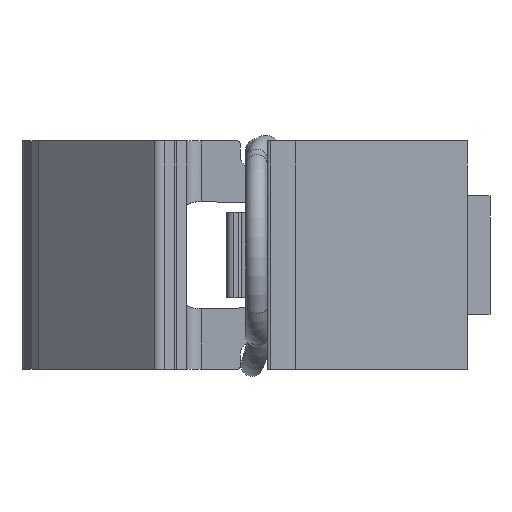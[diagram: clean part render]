
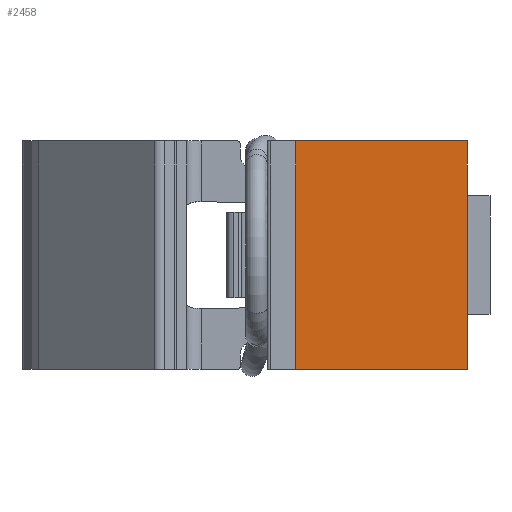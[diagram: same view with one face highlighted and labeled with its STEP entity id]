
A CAD part, left-side view. The second image highlights one B-rep face of the part: STEP entity #2458.
In plain terms, the highlighted planar face has unit normal (-0.999, 0.035, 0).
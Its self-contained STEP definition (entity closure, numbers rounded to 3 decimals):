
#166=LINE('',#3911,#401);
#198=LINE('',#4000,#433);
#200=LINE('',#4004,#435);
#201=LINE('',#4006,#436);
#401=VECTOR('',#3055,1000.);
#433=VECTOR('',#3125,1000.);
#435=VECTOR('',#3129,1000.);
#436=VECTOR('',#3130,1000.);
#576=PLANE('',#2673);
#877=ORIENTED_EDGE('',*,*,#1529,.T.);
#878=ORIENTED_EDGE('',*,*,#1577,.F.);
#879=ORIENTED_EDGE('',*,*,#1578,.F.);
#880=ORIENTED_EDGE('',*,*,#1575,.T.);
#1529=EDGE_CURVE('',#1881,#1880,#166,.T.);
#1575=EDGE_CURVE('',#1919,#1881,#198,.T.);
#1577=EDGE_CURVE('',#1920,#1880,#200,.T.);
#1578=EDGE_CURVE('',#1919,#1920,#201,.T.);
#1880=VERTEX_POINT('',#3910);
#1881=VERTEX_POINT('',#3912);
#1919=VERTEX_POINT('',#4001);
#1920=VERTEX_POINT('',#4005);
#2128=EDGE_LOOP('',(#877,#878,#879,#880));
#2290=FACE_BOUND('',#2128,.T.);
#2458=ADVANCED_FACE('',(#2290),#576,.F.);
#2673=AXIS2_PLACEMENT_3D('',#4003,#3127,#3128);
#3055=DIRECTION('',(-0.035,-0.999,0.));
#3125=DIRECTION('',(0.,0.,-1.));
#3127=DIRECTION('',(0.999,-0.035,0.));
#3128=DIRECTION('',(0.035,0.999,0.));
#3129=DIRECTION('',(0.,0.,-1.));
#3130=DIRECTION('',(-0.035,-0.999,0.));
#3910=CARTESIAN_POINT('',(-16.3,0.,-8.));
#3911=CARTESIAN_POINT('',(-15.881,12.,-8.));
#3912=CARTESIAN_POINT('',(-15.881,12.,-8.));
#4000=CARTESIAN_POINT('',(-15.881,12.,8.));
#4001=CARTESIAN_POINT('',(-15.881,12.,8.));
#4003=CARTESIAN_POINT('',(-15.881,12.,8.));
#4004=CARTESIAN_POINT('',(-16.3,0.,8.));
#4005=CARTESIAN_POINT('',(-16.3,0.,8.));
#4006=CARTESIAN_POINT('',(-15.881,12.,8.));
